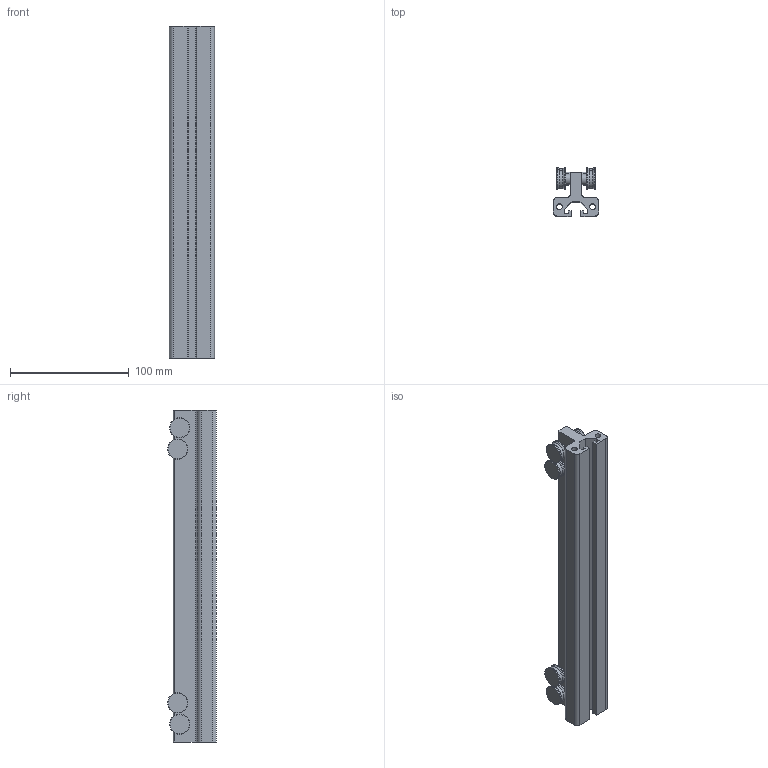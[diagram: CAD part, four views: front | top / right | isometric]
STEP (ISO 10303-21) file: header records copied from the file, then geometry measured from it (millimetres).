
FILE_DESCRIPTION((''),'2;1');
FILE_NAME('SL9008N.ipt.step','2007-09-10T15:14:41',(''),(''),'Autodesk Inventor 11','Autodesk Inventor 11','');
FILE_SCHEMA(('AUTOMOTIVE_DESIGN { 1 0 10303 214 1 1 1 1 }'));
Length unit declared in the file: millimetre
Products named in the file (1): SL9008N
Bounding box: 38 x 41.3 x 280 mm (x, y, z)
Volume: 181078.8 mm3; surface area: 69787.7 mm2
Topology: 1 solids, 1 shells, 154 faces, 338 edges, 194 vertices
Faces by surface type: plane 48, cylinder 40, bspline 34, torus 32
Full cylindrical faces by diameter (mm): 9 x8, 15 x8, 17 x16
Entity records: 4907 total; most frequent: CARTESIAN_POINT 2011, DIRECTION 612, ORIENTED_EDGE 460, EDGE_LOOP 264, AXIS2_PLACEMENT_3D 261, EDGE_CURVE 230, VERTEX_POINT 184, FACE_OUTER_BOUND 154
